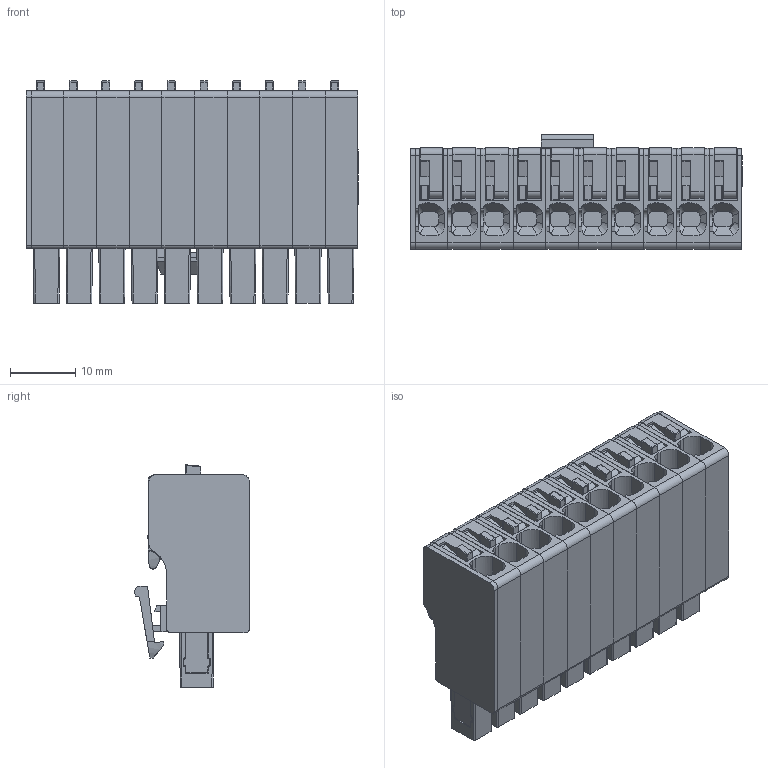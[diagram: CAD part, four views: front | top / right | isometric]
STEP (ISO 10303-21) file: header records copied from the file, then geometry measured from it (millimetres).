
FILE_DESCRIPTION(('CATIA V5 STEP Exchange','CAx-IF Rec.Pracs.--- Model Styling and Organization---1.4--- 2014-01-23'),'2;1');
FILE_NAME ('D1463858_2', '2022-08-24T06:20:44+00:00', ('none'), ('Weidmueller'), 'CATIA Version 5-6 Release 2016 SP3 HF44', 'CATIA V5 STEP AP214', 'none');
FILE_SCHEMA(('AUTOMOTIVE_DESIGN { 1 0 10303 214 1 1 1 1 }'));
Products named in the file (1): 2741750000
Bounding box: 50.8 x 17.53 x 34 mm (x, y, z)
Volume: 17519.4 mm3; surface area: 19485.7 mm2
Topology: 32 solids, 32 shells, 2462 faces, 6787 edges, 4432 vertices
Faces by surface type: plane 1436, cylinder 871, sphere 80, cone 44, bspline 21, torus 10
Entity records: 84301 total; most frequent: CARTESIAN_POINT 22688, ORIENTED_EDGE 13334, DIRECTION 10082, EDGE_CURVE 6667, VERTEX_POINT 4412, VECTOR 4287, LINE 4287, AXIS2_PLACEMENT_3D 3500
